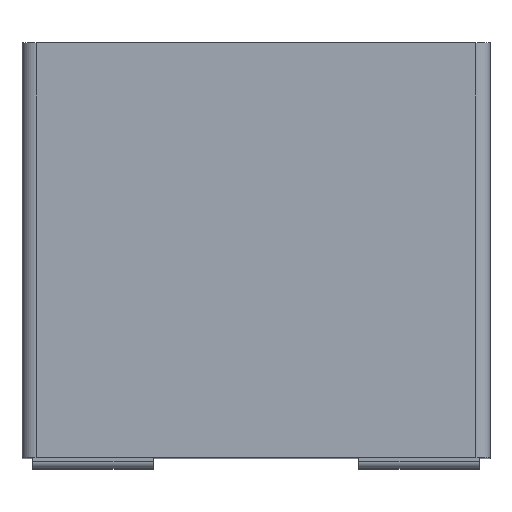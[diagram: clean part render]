
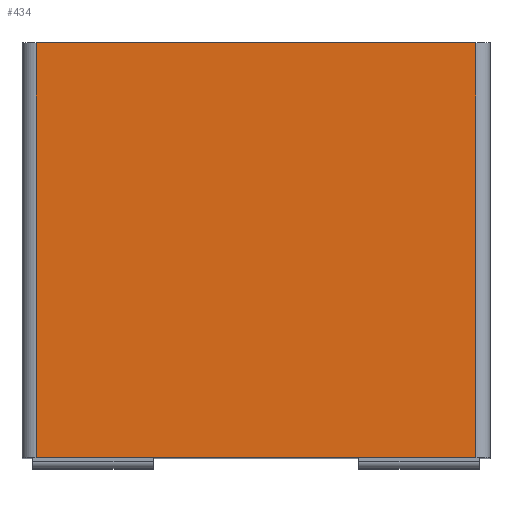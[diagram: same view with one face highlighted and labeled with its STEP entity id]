
A CAD part, top view. The second image highlights one B-rep face of the part: STEP entity #434.
In plain terms, the highlighted planar face has unit normal (0, 0, 1).
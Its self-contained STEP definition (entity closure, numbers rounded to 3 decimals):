
#114 = ORIENTED_EDGE ( 'NONE', *, *, #3771, .T. ) ;
#218 = CARTESIAN_POINT ( 'NONE',  ( -3.3, 5.85, 3.4 ) ) ;
#300 = LINE ( 'NONE', #218, #3382 ) ;
#412 = LINE ( 'NONE', #837, #4096 ) ;
#429 = DIRECTION ( 'NONE',  ( 0., 1., 0. ) ) ;
#434 = ADVANCED_FACE ( 'NONE', ( #1650 ), #895, .F. ) ;
#746 = LINE ( 'NONE', #1152, #3481 ) ;
#762 = LINE ( 'NONE', #3210, #4434 ) ;
#837 = CARTESIAN_POINT ( 'NONE',  ( -3.3, 0., 3.4 ) ) ;
#895 = PLANE ( 'NONE',  #4048 ) ;
#1152 = CARTESIAN_POINT ( 'NONE',  ( 3.1, 5.85, 3.4 ) ) ;
#1282 = DIRECTION ( 'NONE',  ( 1., 0., 0. ) ) ;
#1429 = DIRECTION ( 'NONE',  ( 0., -1., 0. ) ) ;
#1529 = CARTESIAN_POINT ( 'NONE',  ( 3.1, 5.85, 3.4 ) ) ;
#1650 = FACE_OUTER_BOUND ( 'NONE', #2153, .T. ) ;
#1677 = ORIENTED_EDGE ( 'NONE', *, *, #4102, .F. ) ;
#2153 = EDGE_LOOP ( 'NONE', ( #3760, #3469, #1677, #114 ) ) ;
#2311 = DIRECTION ( 'NONE',  ( -1., 0., 0. ) ) ;
#2603 = CARTESIAN_POINT ( 'NONE',  ( 3.1, 0., 3.4 ) ) ;
#2669 = DIRECTION ( 'NONE',  ( 0., 0., -1. ) ) ;
#2746 = VERTEX_POINT ( 'NONE', #2603 ) ;
#2919 = VERTEX_POINT ( 'NONE', #4515 ) ;
#3078 = CARTESIAN_POINT ( 'NONE',  ( -3.1, 5.85, 3.4 ) ) ;
#3210 = CARTESIAN_POINT ( 'NONE',  ( -3.1, 5.85, 3.4 ) ) ;
#3382 = VECTOR ( 'NONE', #1282, 1000. ) ;
#3469 = ORIENTED_EDGE ( 'NONE', *, *, #4516, .T. ) ;
#3481 = VECTOR ( 'NONE', #429, 1000. ) ;
#3576 = VERTEX_POINT ( 'NONE', #3078 ) ;
#3687 = DIRECTION ( 'NONE',  ( 1., 0., 0. ) ) ;
#3760 = ORIENTED_EDGE ( 'NONE', *, *, #4581, .T. ) ;
#3771 = EDGE_CURVE ( 'NONE', #3576, #2919, #762, .T. ) ;
#4048 = AXIS2_PLACEMENT_3D ( 'NONE', #4105, #2669, #2311 ) ;
#4096 = VECTOR ( 'NONE', #3687, 1000. ) ;
#4102 = EDGE_CURVE ( 'NONE', #3576, #4546, #300, .T. ) ;
#4105 = CARTESIAN_POINT ( 'NONE',  ( -3.3, 5.85, 3.4 ) ) ;
#4434 = VECTOR ( 'NONE', #1429, 1000. ) ;
#4515 = CARTESIAN_POINT ( 'NONE',  ( -3.1, 0., 3.4 ) ) ;
#4516 = EDGE_CURVE ( 'NONE', #2746, #4546, #746, .T. ) ;
#4546 = VERTEX_POINT ( 'NONE', #1529 ) ;
#4581 = EDGE_CURVE ( 'NONE', #2919, #2746, #412, .T. ) ;
